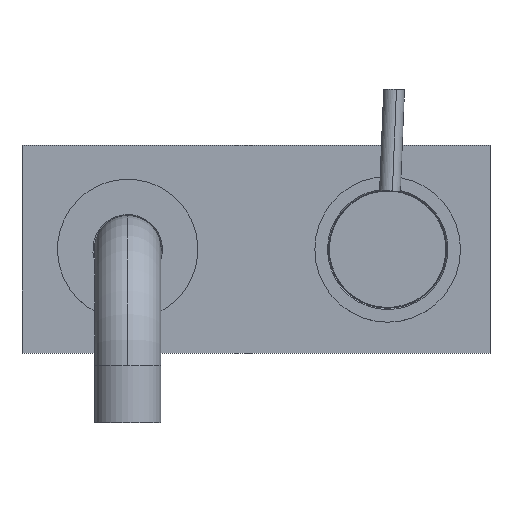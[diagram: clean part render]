
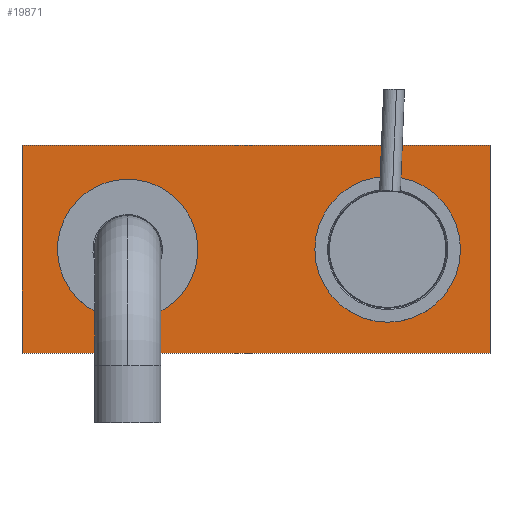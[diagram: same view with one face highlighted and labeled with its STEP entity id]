
A CAD part, top view. The second image highlights one B-rep face of the part: STEP entity #19871.
In plain terms, the highlighted planar face has unit normal (0, 0, 1).
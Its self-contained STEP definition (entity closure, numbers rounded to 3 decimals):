
#1709 = AXIS2_PLACEMENT_3D ( 'NONE', #12906, #42079, #17132 ) ;
#2379 = ORIENTED_EDGE ( 'NONE', *, *, #8217, .F. ) ;
#3304 = CIRCLE ( 'NONE', #5019, 27. ) ;
#3760 = DIRECTION ( 'NONE',  ( 1., 0., 0. ) ) ;
#4474 = FACE_OUTER_BOUND ( 'NONE', #8204, .T. ) ;
#4692 = CIRCLE ( 'NONE', #40236, 27. ) ;
#5019 = AXIS2_PLACEMENT_3D ( 'NONE', #38144, #13178, #42336 ) ;
#5770 = FACE_BOUND ( 'NONE', #20890, .T. ) ;
#5840 = LINE ( 'NONE', #49518, #37812 ) ;
#6311 = CARTESIAN_POINT ( 'NONE',  ( 50., 28., 57.3 ) ) ;
#6328 = CARTESIAN_POINT ( 'NONE',  ( -90.641, 40.043, 57.3 ) ) ;
#8204 = EDGE_LOOP ( 'NONE', ( #26104, #27001, #14546, #2379 ) ) ;
#8217 = EDGE_CURVE ( 'NONE', #17680, #16933, #44732, .T. ) ;
#8520 = ORIENTED_EDGE ( 'NONE', *, *, #28853, .F. ) ;
#8660 = LINE ( 'NONE', #6328, #40617 ) ;
#8819 = CARTESIAN_POINT ( 'NONE',  ( -52.658, -26.869, 57.3 ) ) ;
#9959 = AXIS2_PLACEMENT_3D ( 'NONE', #11592, #40760, #15804 ) ;
#10645 = DIRECTION ( 'NONE',  ( 0., 0., -1. ) ) ;
#11592 = CARTESIAN_POINT ( 'NONE',  ( -0.641, 0.043, 57.3 ) ) ;
#12906 = CARTESIAN_POINT ( 'NONE',  ( 50., 0., 57.3 ) ) ;
#13178 = DIRECTION ( 'NONE',  ( 0., 0., -1. ) ) ;
#13342 = EDGE_CURVE ( 'NONE', #33129, #49382, #4692, .T. ) ;
#13365 = CARTESIAN_POINT ( 'NONE',  ( -47.342, 26.869, 57.3 ) ) ;
#14038 = DIRECTION ( 'NONE',  ( 0., -1., 0. ) ) ;
#14546 = ORIENTED_EDGE ( 'NONE', *, *, #32257, .F. ) ;
#15804 = DIRECTION ( 'NONE',  ( 1., 0., 0. ) ) ;
#16348 = CARTESIAN_POINT ( 'NONE',  ( 89.359, 40.043, 57.3 ) ) ;
#16933 = VERTEX_POINT ( 'NONE', #27714 ) ;
#17132 = DIRECTION ( 'NONE',  ( 1., 0., 0. ) ) ;
#17680 = VERTEX_POINT ( 'NONE', #41096 ) ;
#19829 = PLANE ( 'NONE',  #9959 ) ;
#19871 = ADVANCED_FACE ( 'NONE', ( #26678, #5770, #4474 ), #19829, .T. ) ;
#19988 = EDGE_CURVE ( 'NONE', #25159, #40011, #5840, .T. ) ;
#20665 = CARTESIAN_POINT ( 'NONE',  ( 50., 0., 57.3 ) ) ;
#20890 = EDGE_LOOP ( 'NONE', ( #40904, #49118 ) ) ;
#22574 = VECTOR ( 'NONE', #25868, 1000. ) ;
#24846 = DIRECTION ( 'NONE',  ( 1., 0., 0. ) ) ;
#25068 = VECTOR ( 'NONE', #14038, 1000. ) ;
#25159 = VERTEX_POINT ( 'NONE', #27453 ) ;
#25868 = DIRECTION ( 'NONE',  ( -1., 0., 0. ) ) ;
#26104 = ORIENTED_EDGE ( 'NONE', *, *, #33832, .F. ) ;
#26375 = CIRCLE ( 'NONE', #1709, 28. ) ;
#26678 = FACE_BOUND ( 'NONE', #53777, .T. ) ;
#27001 = ORIENTED_EDGE ( 'NONE', *, *, #19988, .F. ) ;
#27372 = VERTEX_POINT ( 'NONE', #6311 ) ;
#27453 = CARTESIAN_POINT ( 'NONE',  ( -90.641, 40.043, 57.3 ) ) ;
#27714 = CARTESIAN_POINT ( 'NONE',  ( -90.641, -39.957, 57.3 ) ) ;
#28853 = EDGE_CURVE ( 'NONE', #27372, #38980, #26375, .T. ) ;
#31537 = ORIENTED_EDGE ( 'NONE', *, *, #37027, .F. ) ;
#31605 = CIRCLE ( 'NONE', #38266, 28. ) ;
#32257 = EDGE_CURVE ( 'NONE', #16933, #25159, #8660, .T. ) ;
#33129 = VERTEX_POINT ( 'NONE', #13365 ) ;
#33832 = EDGE_CURVE ( 'NONE', #40011, #17680, #36111, .T. ) ;
#35615 = CARTESIAN_POINT ( 'NONE',  ( -50., 0., 57.3 ) ) ;
#36111 = LINE ( 'NONE', #51389, #25068 ) ;
#37027 = EDGE_CURVE ( 'NONE', #38980, #27372, #31605, .T. ) ;
#37812 = VECTOR ( 'NONE', #3760, 1000. ) ;
#38144 = CARTESIAN_POINT ( 'NONE',  ( -50., 0., 57.3 ) ) ;
#38266 = AXIS2_PLACEMENT_3D ( 'NONE', #20665, #49801, #24846 ) ;
#38980 = VERTEX_POINT ( 'NONE', #43252 ) ;
#39711 = DIRECTION ( 'NONE',  ( 0., 1., 0. ) ) ;
#39831 = DIRECTION ( 'NONE',  ( 0.098, 0.995, 0. ) ) ;
#40011 = VERTEX_POINT ( 'NONE', #16348 ) ;
#40236 = AXIS2_PLACEMENT_3D ( 'NONE', #35615, #10645, #39831 ) ;
#40617 = VECTOR ( 'NONE', #39711, 1000. ) ;
#40760 = DIRECTION ( 'NONE',  ( 0., 0., 1. ) ) ;
#40904 = ORIENTED_EDGE ( 'NONE', *, *, #13342, .T. ) ;
#41096 = CARTESIAN_POINT ( 'NONE',  ( 89.359, -39.957, 57.3 ) ) ;
#42079 = DIRECTION ( 'NONE',  ( 0., 0., 1. ) ) ;
#42336 = DIRECTION ( 'NONE',  ( 0.098, 0.995, 0. ) ) ;
#43252 = CARTESIAN_POINT ( 'NONE',  ( 50., -28., 57.3 ) ) ;
#44732 = LINE ( 'NONE', #50604, #22574 ) ;
#47739 = EDGE_CURVE ( 'NONE', #49382, #33129, #3304, .T. ) ;
#49118 = ORIENTED_EDGE ( 'NONE', *, *, #47739, .T. ) ;
#49382 = VERTEX_POINT ( 'NONE', #8819 ) ;
#49518 = CARTESIAN_POINT ( 'NONE',  ( -90.641, 40.043, 57.3 ) ) ;
#49801 = DIRECTION ( 'NONE',  ( 0., 0., 1. ) ) ;
#50604 = CARTESIAN_POINT ( 'NONE',  ( -90.641, -39.957, 57.3 ) ) ;
#51389 = CARTESIAN_POINT ( 'NONE',  ( 89.359, 40.043, 57.3 ) ) ;
#53777 = EDGE_LOOP ( 'NONE', ( #31537, #8520 ) ) ;
